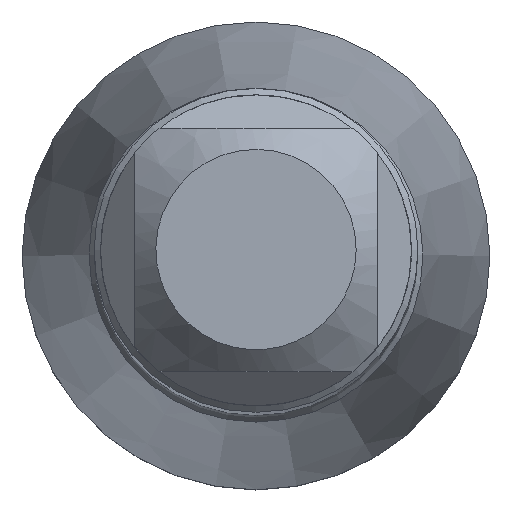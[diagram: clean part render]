
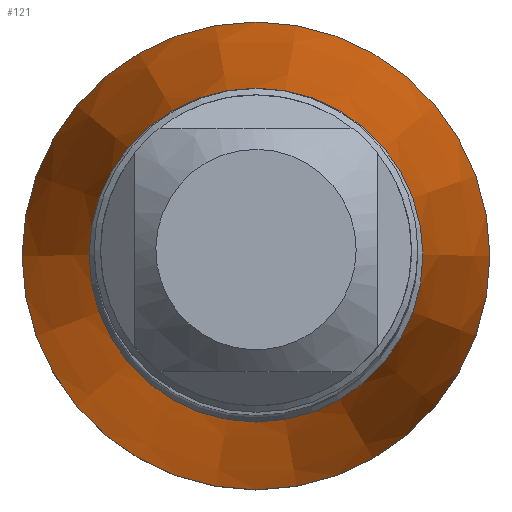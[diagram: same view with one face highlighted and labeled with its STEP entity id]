
A CAD part, top view. The second image highlights one B-rep face of the part: STEP entity #121.
In plain terms, the highlighted conical face has half-angle 8 degrees and reference radius 4.226 mm.
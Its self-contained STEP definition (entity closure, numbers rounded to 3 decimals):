
#45=CONICAL_SURFACE('',#422,4.227,8.);
#121=ADVANCED_FACE('',(#142,#143),#45,.T.);
#142=FACE_BOUND('',#177,.T.);
#143=FACE_BOUND('',#178,.T.);
#177=EDGE_LOOP('',(#249));
#178=EDGE_LOOP('',(#250));
#249=ORIENTED_EDGE('',*,*,#318,.F.);
#250=ORIENTED_EDGE('',*,*,#319,.T.);
#281=VERTEX_POINT('',#657);
#282=VERTEX_POINT('',#660);
#318=EDGE_CURVE('',#281,#281,#334,.T.);
#319=EDGE_CURVE('',#282,#282,#335,.T.);
#334=CIRCLE('',#419,4.227);
#335=CIRCLE('',#421,5.922);
#419=AXIS2_PLACEMENT_3D('',#656,#514,#515);
#421=AXIS2_PLACEMENT_3D('',#659,#518,#519);
#422=AXIS2_PLACEMENT_3D('',#661,#520,#521);
#514=DIRECTION('',(0.,0.,1.));
#515=DIRECTION('',(1.,0.,0.));
#518=DIRECTION('',(0.,0.,1.));
#519=DIRECTION('',(-1.,0.,0.));
#520=DIRECTION('',(0.,0.,-1.));
#521=DIRECTION('',(-1.,0.,0.));
#656=CARTESIAN_POINT('',(0.,0.,-79.9));
#657=CARTESIAN_POINT('',(4.227,0.,-79.9));
#659=CARTESIAN_POINT('',(0.,0.,-91.963));
#660=CARTESIAN_POINT('',(-5.922,0.,-91.963));
#661=CARTESIAN_POINT('',(0.,0.,-79.9));
